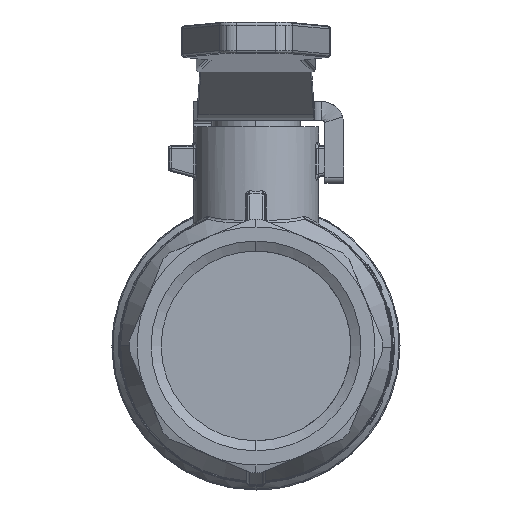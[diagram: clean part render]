
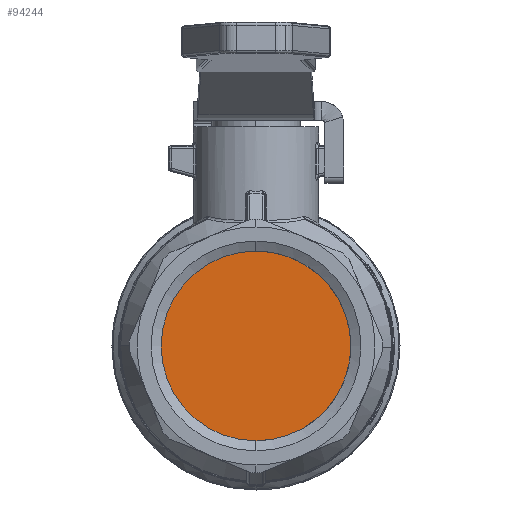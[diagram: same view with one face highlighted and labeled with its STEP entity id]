
A CAD part, left-side view. The second image highlights one B-rep face of the part: STEP entity #94244.
In plain terms, the highlighted planar face has unit normal (-1, 0, 0).
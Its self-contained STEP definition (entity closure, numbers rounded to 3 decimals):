
#66=CARTESIAN_POINT('',(-19.5,-15.146,0.));
#67=VERTEX_POINT('',#66);
#286=CARTESIAN_POINT('',(-19.5,-0.,-15.146));
#287=VERTEX_POINT('',#286);
#288=CARTESIAN_POINT('',(-19.5,-0.,0.));
#289=DIRECTION('',(-1.,-0.,-0.));
#290=DIRECTION('',(0.,0.,-1.));
#291=AXIS2_PLACEMENT_3D('',#288,#289,#290);
#292=CIRCLE('',#291,15.146);
#293=EDGE_CURVE('',#287,#67,#292,.T.);
#295=CARTESIAN_POINT('',(-19.5,-0.,0.));
#296=DIRECTION('',(-1.,-0.,-0.));
#297=DIRECTION('',(0.,0.,-1.));
#298=AXIS2_PLACEMENT_3D('',#295,#296,#297);
#299=CIRCLE('',#298,15.146);
#300=EDGE_CURVE('',#67,#287,#299,.T.);
#94235=CARTESIAN_POINT('',(-19.5,0.,13.573));
#94236=DIRECTION('',(1.,0.,0.));
#94237=DIRECTION('',(0.,1.,0.));
#94238=AXIS2_PLACEMENT_3D('',#94235,#94236,#94237);
#94239=PLANE('',#94238);
#94240=ORIENTED_EDGE('',*,*,#293,.T.);
#94241=ORIENTED_EDGE('',*,*,#300,.T.);
#94242=EDGE_LOOP('',(#94240,#94241));
#94243=FACE_BOUND('',#94242,.T.);
#94244=ADVANCED_FACE('',(#94243),#94239,.F.);
